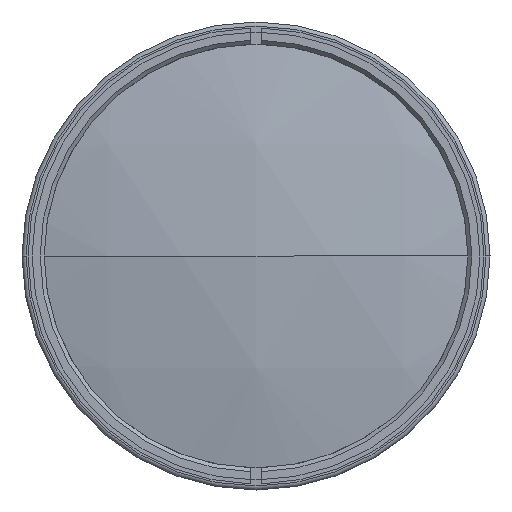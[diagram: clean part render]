
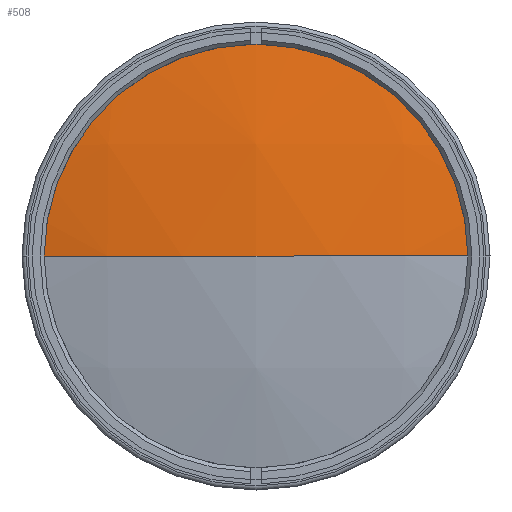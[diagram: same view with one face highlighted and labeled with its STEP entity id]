
A CAD part, left-side view. The second image highlights one B-rep face of the part: STEP entity #508.
In plain terms, the highlighted spherical face has radius 252 mm.
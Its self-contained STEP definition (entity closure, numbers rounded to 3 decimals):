
#91 = ORIENTED_EDGE ( 'NONE', *, *, #241, .T. ) ;
#149 = AXIS2_PLACEMENT_3D ( 'NONE', #2046, #2055, #1564 ) ;
#186 = CARTESIAN_POINT ( 'NONE',  ( -226.429, -55., 0. ) ) ;
#192 = EDGE_CURVE ( 'NONE', #709, #1360, #1937, .T. ) ;
#241 = EDGE_CURVE ( 'NONE', #1560, #709, #1820, .T. ) ;
#248 = CARTESIAN_POINT ( 'NONE',  ( 19.496, 0., 0. ) ) ;
#249 = DIRECTION ( 'NONE',  ( 0., 0., -1. ) ) ;
#276 = FACE_OUTER_BOUND ( 'NONE', #1597, .T. ) ;
#293 = EDGE_CURVE ( 'NONE', #1560, #1360, #295, .T. ) ;
#295 = CIRCLE ( 'NONE', #681, 252. ) ;
#391 = CARTESIAN_POINT ( 'NONE',  ( 19.496, 0., 0. ) ) ;
#398 = SPHERICAL_SURFACE ( 'NONE', #742, 252. ) ;
#407 = DIRECTION ( 'NONE',  ( 0., 0., -1. ) ) ;
#508 = ADVANCED_FACE ( 'NONE', ( #276 ), #398, .T. ) ;
#681 = AXIS2_PLACEMENT_3D ( 'NONE', #391, #407, #1717 ) ;
#709 = VERTEX_POINT ( 'NONE', #1869 ) ;
#742 = AXIS2_PLACEMENT_3D ( 'NONE', #248, #1382, #2054 ) ;
#750 = DIRECTION ( 'NONE',  ( -1., 0., 0. ) ) ;
#905 = AXIS2_PLACEMENT_3D ( 'NONE', #932, #750, #249 ) ;
#932 = CARTESIAN_POINT ( 'NONE',  ( -226.429, 0., 0. ) ) ;
#1360 = VERTEX_POINT ( 'NONE', #1387 ) ;
#1382 = DIRECTION ( 'NONE',  ( 0., 0., 1. ) ) ;
#1387 = CARTESIAN_POINT ( 'NONE',  ( -232.504, 0., 0. ) ) ;
#1560 = VERTEX_POINT ( 'NONE', #186 ) ;
#1564 = DIRECTION ( 'NONE',  ( 0., -1., 0. ) ) ;
#1597 = EDGE_LOOP ( 'NONE', ( #91, #1828, #1631 ) ) ;
#1631 = ORIENTED_EDGE ( 'NONE', *, *, #293, .F. ) ;
#1717 = DIRECTION ( 'NONE',  ( 0., 1., 0. ) ) ;
#1820 = CIRCLE ( 'NONE', #905, 55. ) ;
#1828 = ORIENTED_EDGE ( 'NONE', *, *, #192, .T. ) ;
#1869 = CARTESIAN_POINT ( 'NONE',  ( -226.429, 55., 0. ) ) ;
#1937 = CIRCLE ( 'NONE', #149, 252. ) ;
#2046 = CARTESIAN_POINT ( 'NONE',  ( 19.496, 0., 0. ) ) ;
#2054 = DIRECTION ( 'NONE',  ( 0., -1., 0. ) ) ;
#2055 = DIRECTION ( 'NONE',  ( 0., 0., 1. ) ) ;
